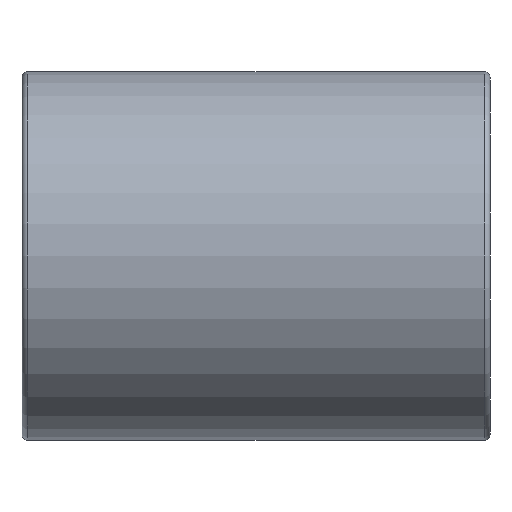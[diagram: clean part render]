
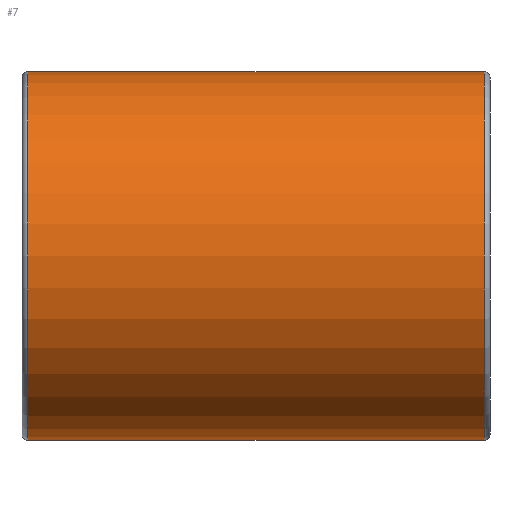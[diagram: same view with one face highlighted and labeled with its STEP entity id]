
A CAD part, left-side view. The second image highlights one B-rep face of the part: STEP entity #7.
In plain terms, the highlighted cylindrical face has radius 3.15 mm (diameter 6.3 mm), a partial arc.
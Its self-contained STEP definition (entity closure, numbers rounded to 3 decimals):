
#5 = LINE ( 'NONE', #168, #39 ) ;
#7 = ADVANCED_FACE ( 'NONE', ( #242 ), #102, .T. ) ;
#10 = AXIS2_PLACEMENT_3D ( 'NONE', #109, #140, #48 ) ;
#24 = CARTESIAN_POINT ( 'NONE',  ( 0., 0.1, -3.15 ) ) ;
#30 = ORIENTED_EDGE ( 'NONE', *, *, #104, .T. ) ;
#34 = CARTESIAN_POINT ( 'NONE',  ( 0., 7.9, -3.15 ) ) ;
#35 = LINE ( 'NONE', #193, #94 ) ;
#39 = VECTOR ( 'NONE', #174, 1000. ) ;
#44 = CARTESIAN_POINT ( 'NONE',  ( 0., 0.1, 3.15 ) ) ;
#48 = DIRECTION ( 'NONE',  ( 0., 0., 1. ) ) ;
#51 = ORIENTED_EDGE ( 'NONE', *, *, #117, .T. ) ;
#61 = DIRECTION ( 'NONE',  ( 0., 1., 0. ) ) ;
#73 = VERTEX_POINT ( 'NONE', #24 ) ;
#80 = DIRECTION ( 'NONE',  ( 0., 0., -1. ) ) ;
#83 = VERTEX_POINT ( 'NONE', #44 ) ;
#89 = EDGE_CURVE ( 'NONE', #73, #83, #234, .T. ) ;
#94 = VECTOR ( 'NONE', #176, 1000. ) ;
#98 = CARTESIAN_POINT ( 'NONE',  ( 0., 8., 0. ) ) ;
#102 = CYLINDRICAL_SURFACE ( 'NONE', #189, 3.15 ) ;
#104 = EDGE_CURVE ( 'NONE', #215, #181, #187, .T. ) ;
#109 = CARTESIAN_POINT ( 'NONE',  ( 0., 7.9, 0. ) ) ;
#113 = EDGE_LOOP ( 'NONE', ( #162, #30, #51, #212 ) ) ;
#117 = EDGE_CURVE ( 'NONE', #181, #73, #5, .T. ) ;
#140 = DIRECTION ( 'NONE',  ( 0., -1., 0. ) ) ;
#145 = AXIS2_PLACEMENT_3D ( 'NONE', #192, #61, #188 ) ;
#159 = EDGE_CURVE ( 'NONE', #215, #83, #35, .T. ) ;
#162 = ORIENTED_EDGE ( 'NONE', *, *, #159, .F. ) ;
#168 = CARTESIAN_POINT ( 'NONE',  ( 0., 8., -3.15 ) ) ;
#171 = CARTESIAN_POINT ( 'NONE',  ( 0., 7.9, 3.15 ) ) ;
#174 = DIRECTION ( 'NONE',  ( 0., -1., 0. ) ) ;
#176 = DIRECTION ( 'NONE',  ( 0., -1., 0. ) ) ;
#181 = VERTEX_POINT ( 'NONE', #34 ) ;
#187 = CIRCLE ( 'NONE', #10, 3.15 ) ;
#188 = DIRECTION ( 'NONE',  ( 0., 0., 1. ) ) ;
#189 = AXIS2_PLACEMENT_3D ( 'NONE', #98, #211, #80 ) ;
#192 = CARTESIAN_POINT ( 'NONE',  ( 0., 0.1, 0. ) ) ;
#193 = CARTESIAN_POINT ( 'NONE',  ( 0., 8., 3.15 ) ) ;
#211 = DIRECTION ( 'NONE',  ( 0., -1., 0. ) ) ;
#212 = ORIENTED_EDGE ( 'NONE', *, *, #89, .T. ) ;
#215 = VERTEX_POINT ( 'NONE', #171 ) ;
#234 = CIRCLE ( 'NONE', #145, 3.15 ) ;
#242 = FACE_OUTER_BOUND ( 'NONE', #113, .T. ) ;
